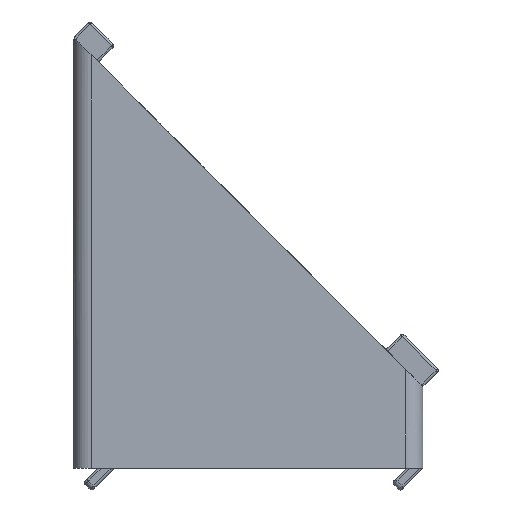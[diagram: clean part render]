
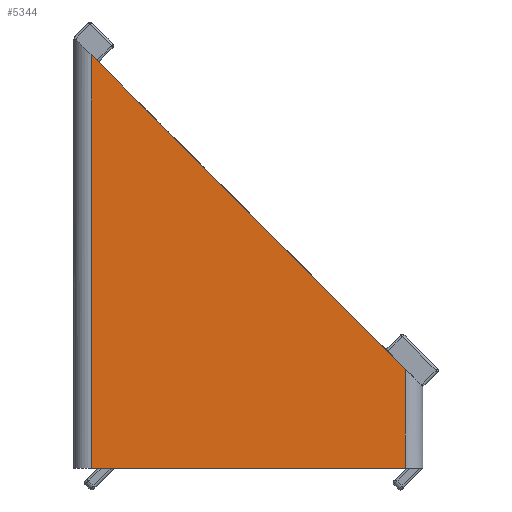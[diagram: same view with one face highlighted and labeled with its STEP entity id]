
A CAD part, left-side view. The second image highlights one B-rep face of the part: STEP entity #5344.
In plain terms, the highlighted planar face has unit normal (-1, 0, 0).
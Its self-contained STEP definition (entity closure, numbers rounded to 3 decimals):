
#2401=CARTESIAN_POINT('',(-15.0,-28.5,0.));
#2402=VERTEX_POINT('',#2401);
#2410=CARTESIAN_POINT('',(-15.0,-1.5,0.));
#2411=VERTEX_POINT('',#2410);
#2412=CARTESIAN_POINT('',(-15.0,-1.5,0.));
#2413=DIRECTION('',(0.0,-1.0,0.0));
#2414=VECTOR('',#2413,27.0);
#2415=LINE('',#2412,#2414);
#2416=EDGE_CURVE('',#2411,#2402,#2415,.T.);
#2730=CARTESIAN_POINT('',(-15.0,-1.5,35.5));
#2731=VERTEX_POINT('',#2730);
#2739=CARTESIAN_POINT('',(-15.0,-28.5,8.5));
#2740=VERTEX_POINT('',#2739);
#2741=CARTESIAN_POINT('',(-15.0,-28.5,8.5));
#2742=DIRECTION('',(0.0,0.707,0.707));
#2743=VECTOR('',#2742,38.184);
#2744=LINE('',#2741,#2743);
#2745=EDGE_CURVE('',#2740,#2731,#2744,.T.);
#5281=CARTESIAN_POINT('',(-15.0,-1.5,0.0));
#5282=DIRECTION('',(0.0,0.0,1.0));
#5283=VECTOR('',#5282,35.5);
#5284=LINE('',#5281,#5283);
#5285=EDGE_CURVE('',#2411,#2731,#5284,.T.);
#5317=CARTESIAN_POINT('',(-15.0,-28.5,8.5));
#5318=DIRECTION('',(0.0,0.0,-1.0));
#5319=VECTOR('',#5318,8.5);
#5320=LINE('',#5317,#5319);
#5321=EDGE_CURVE('',#2740,#2402,#5320,.T.);
#5333=CARTESIAN_POINT('',(-15.0,-11.135,14.107));
#5334=DIRECTION('',(1.0,0.0,0.0));
#5335=DIRECTION('',(0.0,0.0,-1.0));
#5336=AXIS2_PLACEMENT_3D('',#5333,#5334,#5335);
#5337=PLANE('',#5336);
#5338=ORIENTED_EDGE('',*,*,#5285,.F.);
#5339=ORIENTED_EDGE('',*,*,#2416,.T.);
#5340=ORIENTED_EDGE('',*,*,#5321,.F.);
#5341=ORIENTED_EDGE('',*,*,#2745,.T.);
#5342=EDGE_LOOP('',(#5338,#5339,#5340,#5341));
#5343=FACE_OUTER_BOUND('',#5342,.T.);
#5344=ADVANCED_FACE('',(#5343),#5337,.F.);
